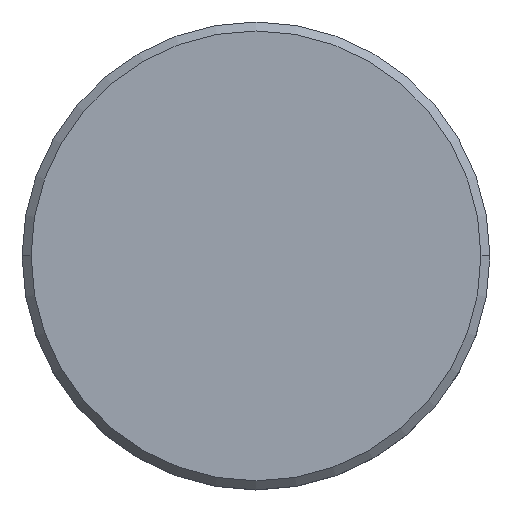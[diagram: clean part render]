
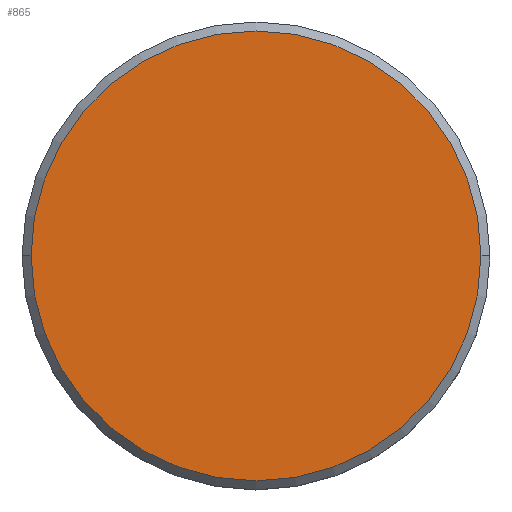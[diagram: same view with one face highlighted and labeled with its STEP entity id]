
A CAD part, top view. The second image highlights one B-rep face of the part: STEP entity #865.
In plain terms, the highlighted planar face has unit normal (0, 0, 1).
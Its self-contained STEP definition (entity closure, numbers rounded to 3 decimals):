
#106 = VERTEX_POINT ( 'NONE', #386 ) ;
#182 = AXIS2_PLACEMENT_3D ( 'NONE', #1082, #640, #996 ) ;
#213 = EDGE_CURVE ( 'NONE', #106, #1156, #1029, .T. ) ;
#331 = PLANE ( 'NONE',  #1136 ) ;
#386 = CARTESIAN_POINT ( 'NONE',  ( -12.5, 0., 0. ) ) ;
#395 = ORIENTED_EDGE ( 'NONE', *, *, #213, .T. ) ;
#406 = EDGE_CURVE ( 'NONE', #1156, #106, #1074, .T. ) ;
#412 = CARTESIAN_POINT ( 'NONE',  ( 0., 0., 0. ) ) ;
#467 = AXIS2_PLACEMENT_3D ( 'NONE', #498, #791, #1179 ) ;
#469 = CARTESIAN_POINT ( 'NONE',  ( 12.5, 0., 0. ) ) ;
#498 = CARTESIAN_POINT ( 'NONE',  ( 0., 0., 0. ) ) ;
#640 = DIRECTION ( 'NONE',  ( 0., 0., 1. ) ) ;
#774 = DIRECTION ( 'NONE',  ( 0., 0., 1. ) ) ;
#791 = DIRECTION ( 'NONE',  ( 0., 0., 1. ) ) ;
#865 = ADVANCED_FACE ( 'NONE', ( #1146 ), #331, .T. ) ;
#996 = DIRECTION ( 'NONE',  ( 1., 0., 0. ) ) ;
#1029 = CIRCLE ( 'NONE', #182, 12.5 ) ;
#1074 = CIRCLE ( 'NONE', #467, 12.5 ) ;
#1082 = CARTESIAN_POINT ( 'NONE',  ( 0., 0., 0. ) ) ;
#1135 = ORIENTED_EDGE ( 'NONE', *, *, #406, .T. ) ;
#1136 = AXIS2_PLACEMENT_3D ( 'NONE', #412, #774, #1171 ) ;
#1139 = EDGE_LOOP ( 'NONE', ( #395, #1135 ) ) ;
#1146 = FACE_OUTER_BOUND ( 'NONE', #1139, .T. ) ;
#1156 = VERTEX_POINT ( 'NONE', #469 ) ;
#1171 = DIRECTION ( 'NONE',  ( 1., 0., 0. ) ) ;
#1179 = DIRECTION ( 'NONE',  ( 1., 0., 0. ) ) ;
